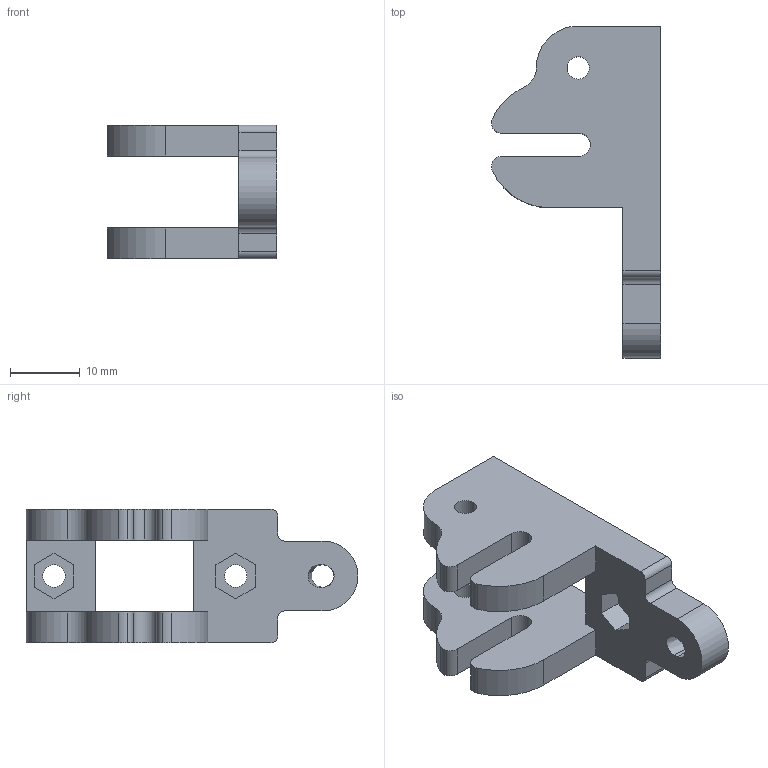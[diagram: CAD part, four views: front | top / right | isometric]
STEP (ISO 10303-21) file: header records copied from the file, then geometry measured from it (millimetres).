
FILE_DESCRIPTION (( 'STEP AP214' ), '1' );
FILE_NAME ('Idler_base.STEP', '2024-10-12T22:09:03', ( '' ), ( '' ), 'SwSTEP 2.0', 'SolidWorks 2024', '' );
FILE_SCHEMA (( 'AUTOMOTIVE_DESIGN' ));
Length unit declared in the file: millimetre
Products named in the file (1): Idler_base
Bounding box: 24.19 x 47.5 x 19.14 mm (x, y, z)
Volume: 6324.9 mm3; surface area: 4389.9 mm2
Topology: 1 solids, 1 shells, 81 faces, 229 edges, 151 vertices
Faces by surface type: plane 36, cylinder 32, bspline 13
Entity records: 3302 total; most frequent: CARTESIAN_POINT 1179, ORIENTED_EDGE 458, DIRECTION 406, EDGE_CURVE 229, VERTEX_POINT 151, LINE 140, VECTOR 140, AXIS2_PLACEMENT_3D 133
